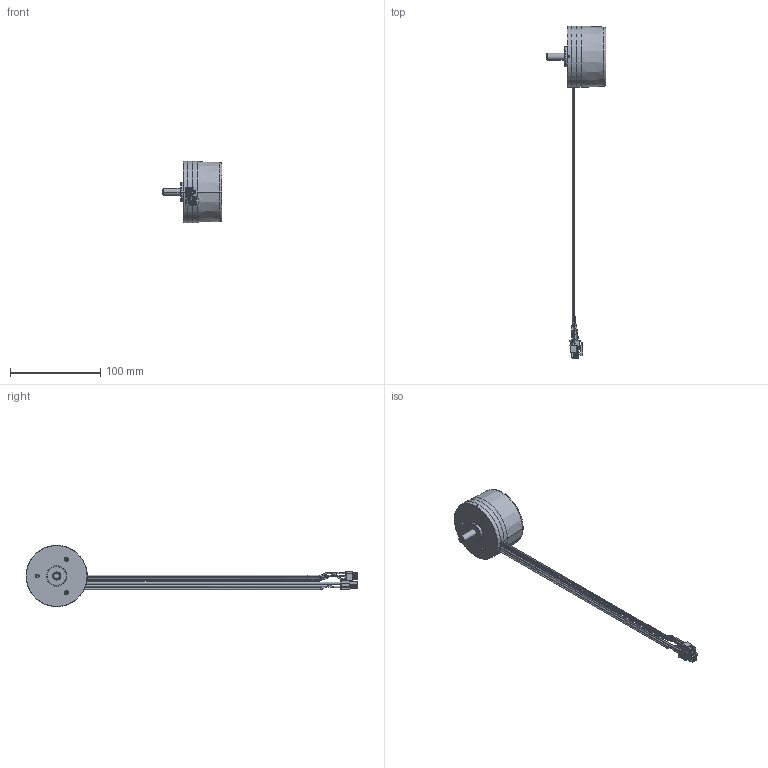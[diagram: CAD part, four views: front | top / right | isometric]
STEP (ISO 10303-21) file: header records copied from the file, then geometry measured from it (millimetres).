
FILE_DESCRIPTION((''),'2;1');
FILE_NAME('1394987_ASM','2012-05-11T',('MMAGPETK'),(''),'PRO/ENGINEER BY PARAMETRIC TECHNOLOGY CORPORATION, 2012010','PRO/ENGINEER BY PARAMETRIC TECHNOLOGY CORPORATION, 2012010','');
FILE_SCHEMA(('CONFIG_CONTROL_DESIGN'));
Length unit declared in the file: millimetre
Products named in the file (1): 1394987_ASM
Bounding box: 66.1 x 368 x 68 mm (x, y, z)
Volume: 160527.3 mm3; surface area: 31525.7 mm2
Topology: 2 solids, 2 shells, 551 faces, 1458 edges, 904 vertices
Faces by surface type: plane 344, cylinder 131, torus 52, cone 24
Entity records: 16752 total; most frequent: CARTESIAN_POINT 3079, ORIENTED_EDGE 2864, DIRECTION 2774, EDGE_CURVE 1432, VECTOR 1106, LINE 1106, VERTEX_POINT 895, AXIS2_PLACEMENT_3D 834
